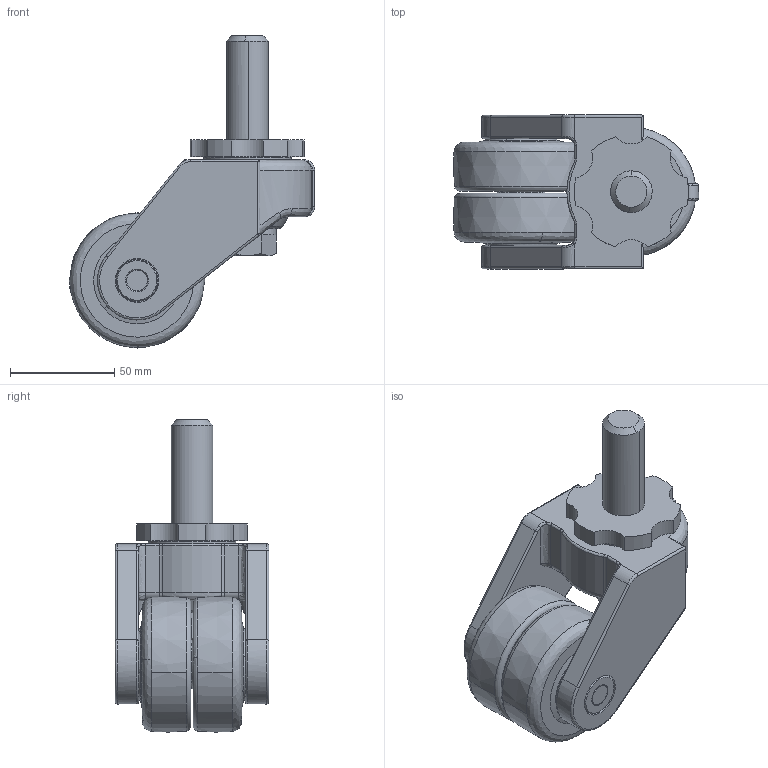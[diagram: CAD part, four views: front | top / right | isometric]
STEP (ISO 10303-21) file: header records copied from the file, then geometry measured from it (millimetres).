
FILE_DESCRIPTION((''),'2;1');
FILE_NAME('','2005-12-15T16:42:39',(''),(''),'','CADfix','');
FILE_SCHEMA(('AUTOMOTIVE_DESIGN'));
Length unit declared in the file: millimetre
Products named in the file (5): wheel; main shaft; body; axle; No_305X_N_23645_36
Assembly tree (4 placements, depth 2):
  No_305X_N_23645_36
    wheel
    main shaft
    body
    axle
Bounding box: 117.8 x 73.9 x 149.99 mm (x, y, z)
Volume: 366903.3 mm3; surface area: 69676.1 mm2
Topology: 4 solids, 4 shells, 231 faces, 665 edges, 460 vertices
Faces by surface type: bspline 231
Entity records: 9626 total; most frequent: CARTESIAN_POINT 5998, ORIENTED_EDGE 1330, EDGE_CURVE 665, VERTEX_POINT 460, EDGE_LOOP 257, FACE_OUTER_BOUND 231, ADVANCED_FACE 231, QUASI_UNIFORM_CURVE 176
